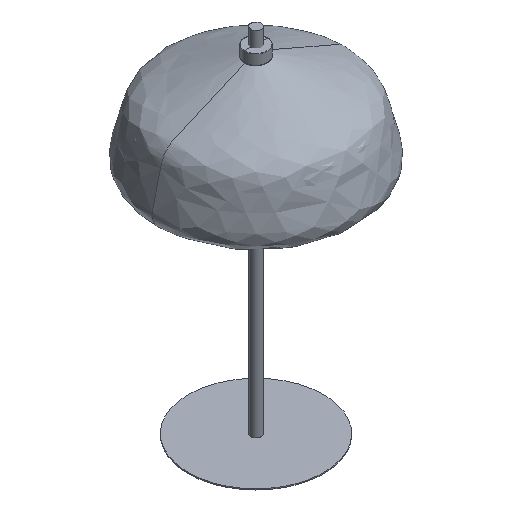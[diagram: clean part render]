
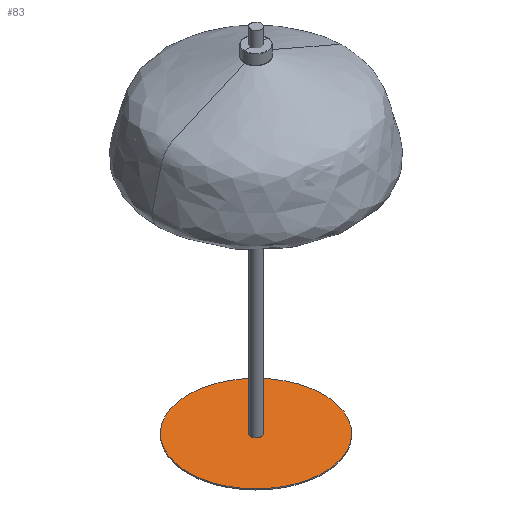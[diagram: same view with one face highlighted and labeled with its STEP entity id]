
A CAD part, isometric view. The second image highlights one B-rep face of the part: STEP entity #83.
In plain terms, the highlighted planar face has unit normal (0, 0, 1).
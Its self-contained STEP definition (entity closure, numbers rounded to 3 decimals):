
#83=ADVANCED_FACE('',(#128),#511,.T.);
#128=FACE_OUTER_BOUND('',#173,.T.);
#173=EDGE_LOOP('',(#222,#223));
#222=ORIENTED_EDGE('',*,*,#380,.T.);
#223=ORIENTED_EDGE('',*,*,#383,.T.);
#380=EDGE_CURVE('',#463,#465,#534,.T.);
#383=EDGE_CURVE('',#465,#463,#537,.T.);
#463=VERTEX_POINT('',#744);
#465=VERTEX_POINT('',#746);
#511=PLANE('',#682);
#534=(
BOUNDED_CURVE()
B_SPLINE_CURVE(2,(#754,#755,#756,#757,#758),.UNSPECIFIED.,.F.,.F.)
B_SPLINE_CURVE_WITH_KNOTS((3,2,3),(0.,102.102,204.204),
 .UNSPECIFIED.)
CURVE()
GEOMETRIC_REPRESENTATION_ITEM()
RATIONAL_B_SPLINE_CURVE((1.,0.707,1.,0.707,1.))
REPRESENTATION_ITEM('')
);
#537=(
BOUNDED_CURVE()
B_SPLINE_CURVE(2,(#766,#767,#768,#769,#770),.UNSPECIFIED.,.F.,.F.)
B_SPLINE_CURVE_WITH_KNOTS((3,2,3),(204.204,306.305,408.407),
 .UNSPECIFIED.)
CURVE()
GEOMETRIC_REPRESENTATION_ITEM()
RATIONAL_B_SPLINE_CURVE((1.,0.707,1.,0.707,1.))
REPRESENTATION_ITEM('')
);
#682=AXIS2_PLACEMENT_3D('',#741,#706,$);
#706=DIRECTION('',(0.,0.,1.));
#741=CARTESIAN_POINT('',(-400.72,-81.25,1.));
#744=CARTESIAN_POINT('',(-254.47,0.,1.));
#746=CARTESIAN_POINT('',(-384.47,0.,1.));
#754=CARTESIAN_POINT('',(-254.47,0.,1.));
#755=CARTESIAN_POINT('',(-254.47,65.,1.));
#756=CARTESIAN_POINT('',(-319.47,65.,1.));
#757=CARTESIAN_POINT('',(-384.47,65.,1.));
#758=CARTESIAN_POINT('',(-384.47,0.,1.));
#766=CARTESIAN_POINT('',(-384.47,0.,1.));
#767=CARTESIAN_POINT('',(-384.47,-65.,1.));
#768=CARTESIAN_POINT('',(-319.47,-65.,1.));
#769=CARTESIAN_POINT('',(-254.47,-65.,1.));
#770=CARTESIAN_POINT('',(-254.47,0.,1.));
